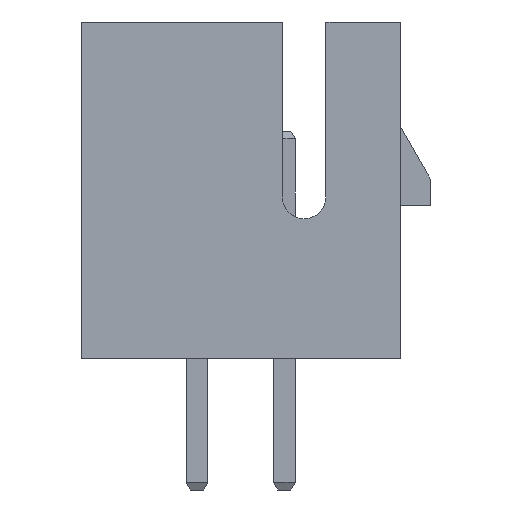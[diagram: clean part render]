
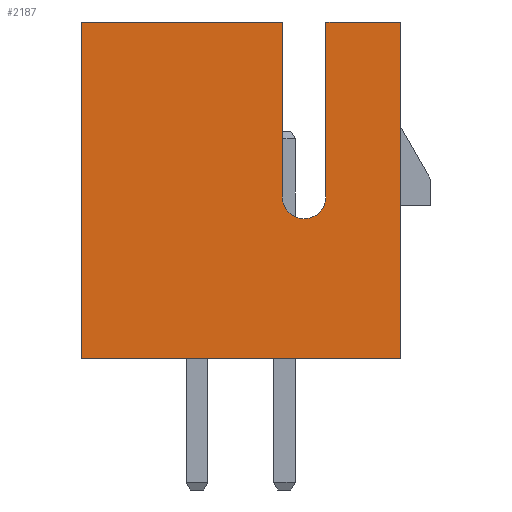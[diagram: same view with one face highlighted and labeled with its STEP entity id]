
A CAD part, left-side view. The second image highlights one B-rep face of the part: STEP entity #2187.
In plain terms, the highlighted planar face has unit normal (-1, 0, 0).
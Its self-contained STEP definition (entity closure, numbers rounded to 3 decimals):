
#9 = DIRECTION ( 'NONE',  ( 0., 0., -1. ) ) ;
#26 = DIRECTION ( 'NONE',  ( 0., 0., -1. ) ) ;
#46 = EDGE_CURVE ( 'NONE', #1208, #4430, #2518, .T. ) ;
#222 = AXIS2_PLACEMENT_3D ( 'NONE', #1127, #1102, #657 ) ;
#308 = CARTESIAN_POINT ( 'NONE',  ( -7., 0., 0. ) ) ;
#350 = EDGE_CURVE ( 'NONE', #1617, #2204, #4317, .T. ) ;
#409 = EDGE_CURVE ( 'NONE', #1767, #3867, #3617, .T. ) ;
#441 = DIRECTION ( 'NONE',  ( 0., 0., 1. ) ) ;
#460 = CARTESIAN_POINT ( 'NONE',  ( -7., 3.65, 0. ) ) ;
#475 = ORIENTED_EDGE ( 'NONE', *, *, #2069, .T. ) ;
#657 = DIRECTION ( 'NONE',  ( 0., 0., 1. ) ) ;
#662 = LINE ( 'NONE', #2121, #1462 ) ;
#759 = ORIENTED_EDGE ( 'NONE', *, *, #3237, .T. ) ;
#777 = CARTESIAN_POINT ( 'NONE',  ( -7., -3.65, 0. ) ) ;
#796 = DIRECTION ( 'NONE',  ( -1., 0., 0. ) ) ;
#840 = EDGE_LOOP ( 'NONE', ( #1883, #4156, #475, #2850, #2445, #3042, #759, #2865 ) ) ;
#1019 = EDGE_CURVE ( 'NONE', #4307, #2794, #662, .T. ) ;
#1059 = LINE ( 'NONE', #308, #1401 ) ;
#1081 = VECTOR ( 'NONE', #26, 1000. ) ;
#1102 = DIRECTION ( 'NONE',  ( 1., 0., 0. ) ) ;
#1109 = CIRCLE ( 'NONE', #222, 0.5 ) ;
#1127 = CARTESIAN_POINT ( 'NONE',  ( -7., -1.45, 3.7 ) ) ;
#1208 = VERTEX_POINT ( 'NONE', #3781 ) ;
#1257 = AXIS2_PLACEMENT_3D ( 'NONE', #460, #796, #441 ) ;
#1401 = VECTOR ( 'NONE', #4318, 1000. ) ;
#1462 = VECTOR ( 'NONE', #3187, 1000. ) ;
#1617 = VERTEX_POINT ( 'NONE', #3814 ) ;
#1714 = CARTESIAN_POINT ( 'NONE',  ( -7., -1.95, 0. ) ) ;
#1767 = VERTEX_POINT ( 'NONE', #4146 ) ;
#1872 = CARTESIAN_POINT ( 'NONE',  ( -7., -0.95, 7.7 ) ) ;
#1883 = ORIENTED_EDGE ( 'NONE', *, *, #2331, .T. ) ;
#2069 = EDGE_CURVE ( 'NONE', #2794, #2204, #4448, .T. ) ;
#2121 = CARTESIAN_POINT ( 'NONE',  ( -7., -0.95, 0. ) ) ;
#2187 = ADVANCED_FACE ( 'NONE', ( #3028 ), #2674, .T. ) ;
#2204 = VERTEX_POINT ( 'NONE', #2786 ) ;
#2226 = CARTESIAN_POINT ( 'NONE',  ( -7., -1.95, 3.7 ) ) ;
#2294 = CARTESIAN_POINT ( 'NONE',  ( -7., -3.65, 0. ) ) ;
#2331 = EDGE_CURVE ( 'NONE', #4430, #4307, #1109, .T. ) ;
#2361 = EDGE_CURVE ( 'NONE', #1617, #3867, #1059, .T. ) ;
#2437 = CARTESIAN_POINT ( 'NONE',  ( -7., 3.65, 7.7 ) ) ;
#2445 = ORIENTED_EDGE ( 'NONE', *, *, #2361, .T. ) ;
#2518 = LINE ( 'NONE', #1714, #4404 ) ;
#2666 = DIRECTION ( 'NONE',  ( 0., 1., 0. ) ) ;
#2674 = PLANE ( 'NONE',  #1257 ) ;
#2786 = CARTESIAN_POINT ( 'NONE',  ( -7., 3.65, 7.7 ) ) ;
#2794 = VERTEX_POINT ( 'NONE', #1872 ) ;
#2850 = ORIENTED_EDGE ( 'NONE', *, *, #350, .F. ) ;
#2865 = ORIENTED_EDGE ( 'NONE', *, *, #46, .T. ) ;
#3015 = VECTOR ( 'NONE', #4511, 1000. ) ;
#3028 = FACE_OUTER_BOUND ( 'NONE', #840, .T. ) ;
#3042 = ORIENTED_EDGE ( 'NONE', *, *, #409, .F. ) ;
#3187 = DIRECTION ( 'NONE',  ( 0., 0., 1. ) ) ;
#3237 = EDGE_CURVE ( 'NONE', #1767, #1208, #4560, .T. ) ;
#3369 = CARTESIAN_POINT ( 'NONE',  ( -7., -0.95, 3.7 ) ) ;
#3565 = CARTESIAN_POINT ( 'NONE',  ( -7., 3.65, 0. ) ) ;
#3617 = LINE ( 'NONE', #777, #1081 ) ;
#3781 = CARTESIAN_POINT ( 'NONE',  ( -7., -1.95, 7.7 ) ) ;
#3814 = CARTESIAN_POINT ( 'NONE',  ( -7., 3.65, 0. ) ) ;
#3854 = DIRECTION ( 'NONE',  ( 0., 0., 1. ) ) ;
#3867 = VERTEX_POINT ( 'NONE', #2294 ) ;
#4053 = VECTOR ( 'NONE', #2666, 1000. ) ;
#4146 = CARTESIAN_POINT ( 'NONE',  ( -7., -3.65, 7.7 ) ) ;
#4156 = ORIENTED_EDGE ( 'NONE', *, *, #1019, .T. ) ;
#4158 = CARTESIAN_POINT ( 'NONE',  ( -7., 3.65, 7.7 ) ) ;
#4307 = VERTEX_POINT ( 'NONE', #3369 ) ;
#4317 = LINE ( 'NONE', #3565, #4406 ) ;
#4318 = DIRECTION ( 'NONE',  ( 0., -1., 0. ) ) ;
#4404 = VECTOR ( 'NONE', #9, 1000. ) ;
#4406 = VECTOR ( 'NONE', #3854, 1000. ) ;
#4430 = VERTEX_POINT ( 'NONE', #2226 ) ;
#4448 = LINE ( 'NONE', #4158, #4053 ) ;
#4511 = DIRECTION ( 'NONE',  ( 0., 1., 0. ) ) ;
#4560 = LINE ( 'NONE', #2437, #3015 ) ;
